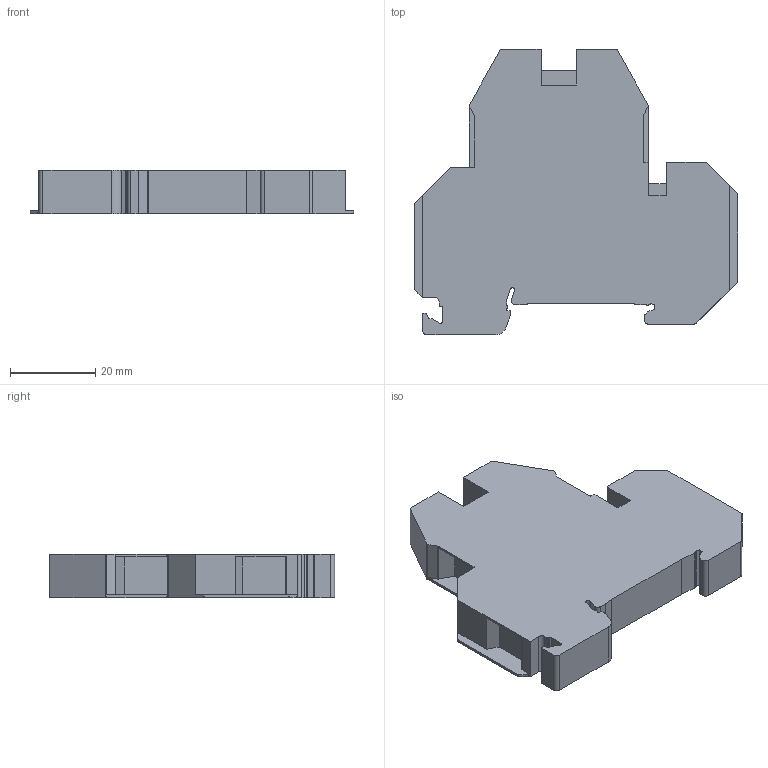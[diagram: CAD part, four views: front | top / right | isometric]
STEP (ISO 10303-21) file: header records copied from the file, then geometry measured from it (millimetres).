
FILE_DESCRIPTION((''),'2;1');
FILE_NAME('SRKD100_ISO_GEN','2014-01-13T',('Carl'),(''),'PRO/ENGINEER BY PARAMETRIC TECHNOLOGY CORPORATION, 2013130','PRO/ENGINEER BY PARAMETRIC TECHNOLOGY CORPORATION, 2013130','');
FILE_SCHEMA(('CONFIG_CONTROL_DESIGN'));
Length unit declared in the file: millimetre
Products named in the file (1): SRKD100_ISO_GEN
Bounding box: 76 x 67 x 10.1 mm (x, y, z)
Volume: 32577 mm3; surface area: 11239.2 mm2
Topology: 1 solids, 1 shells, 146 faces, 423 edges, 282 vertices
Faces by surface type: plane 89, cylinder 57
Entity records: 4890 total; most frequent: CARTESIAN_POINT 944, ORIENTED_EDGE 846, DIRECTION 789, EDGE_CURVE 423, VECTOR 305, LINE 305, VERTEX_POINT 282, AXIS2_PLACEMENT_3D 242
